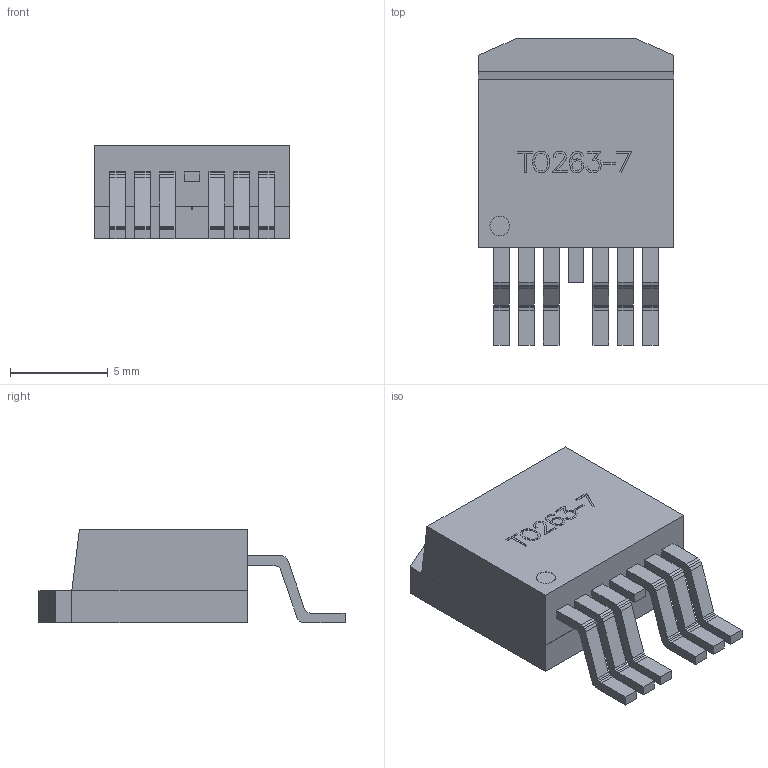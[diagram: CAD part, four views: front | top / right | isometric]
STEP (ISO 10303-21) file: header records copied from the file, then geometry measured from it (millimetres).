
FILE_DESCRIPTION (( 'STEP AP214' ), '1' );
FILE_NAME ('SW3dPS-TO263-7S.STEP', '2009-09-16T12:40:45', ( 'sysAdmin' ), ( 'SolidWorks' ), 'SwSTEP 2.0', 'SolidWorks 2009', '' );
FILE_SCHEMA (( 'AUTOMOTIVE_DESIGN' ));
Length unit declared in the file: millimetre
Products named in the file (41): SW3dPS-TO263-7S_Extruded13; SW3dPS-TO263-7S_Extruded15; SW3dPS-TO263-7S_453494865; SW3dPS-TO263-7S_Extruded19; SW3dPS-TO263-7S_453496657; SW3dPS-TO263-7S_453496529; SW3dPS-TO263-7S_453496145; SW3dPS-TO263-7S_Free-Models9; SW3dPS-TO263-7S_PIN1; SW3dPS-TO263-7S_Board5; SW3dPS-TO263-7S_Board9; SW3dPS-TO263-7S_Extruded16; SW3dPS-TO263-7S_453494353; SW3dPS-TO263-7S_Extruded20; SW3dPS-TO263-7S_453494225; SW3dPS-TO263-7S_BODY5; SW3dPS-TO263-7S_Board7; SW3dPS-TO263-7S_Extruded12; SW3dPS-TO263-7S_Free-Models8; SW3dPS-TO263-7S_Extruded21; SW3dPS-TO263-7S_453501393; SW3dPS-TO263-7S_453496017; SW3dPS-TO263-7S_BODY3; SW3dPS-TO263-7S_Extruded22; SW3dPS-TO263-7S_Board6; SW3dPS-TO263-7S_Free-Models6; SW3dPS-TO263-7S_Free-Models7; SW3dPS-TO263-7S_BODY4; SW3dPS-TO263-7S_Board8; SW3dPS-TO263-7S_Extruded17; SW3dPS-TO263-7S_453495761; SW3dPS-TO263-7S_Cylinder1; SW3dPS-TO263-7S_453266289; SW3dPS-TO263-7S_453494737; SW3dPS-TO263-7S_Extruded18; SW3dPS-TO263-7S_453495377; SW3dPS-TO263-7S_Extruded14; SW3dPS-TO263-7S; SW3dPS-TO263-7S_Extruded23; SW3dPS-TO263-7S_453494993 ...
Assembly tree (45 placements, depth 8):
  SW3dPS-TO263-7S
    SW3dPS-TO263-7S_Board8
    SW3dPS-TO263-7S_Free-Models5
      SW3dPS-TO263-7S_PIN1  x6
        SW3dPS-TO263-7S_Free-Models9
          SW3dPS-TO263-7S_453496145
            SW3dPS-TO263-7S_Extruded15
        SW3dPS-TO263-7S_Board6
      SW3dPS-TO263-7S_453496657
        SW3dPS-TO263-7S_Extruded12
      SW3dPS-TO263-7S_453496529
        SW3dPS-TO263-7S_Extruded19
      SW3dPS-TO263-7S_BODY3
        SW3dPS-TO263-7S_Board5
        SW3dPS-TO263-7S_Free-Models6
          SW3dPS-TO263-7S_BODY5
            SW3dPS-TO263-7S_Board9
            SW3dPS-TO263-7S_Free-Models8
              SW3dPS-TO263-7S_453494353
                SW3dPS-TO263-7S_Extruded16
              SW3dPS-TO263-7S_453494225
                SW3dPS-TO263-7S_Extruded20
          SW3dPS-TO263-7S_BODY4
            SW3dPS-TO263-7S_Board7
            SW3dPS-TO263-7S_Free-Models7
              SW3dPS-TO263-7S_453496017
                SW3dPS-TO263-7S_Extruded21
      SW3dPS-TO263-7S_453501393
        SW3dPS-TO263-7S_Extruded22
      SW3dPS-TO263-7S_453494993
        SW3dPS-TO263-7S_Extruded23
      SW3dPS-TO263-7S_453494865
        SW3dPS-TO263-7S_Extruded13
      SW3dPS-TO263-7S_453495761
        SW3dPS-TO263-7S_Extruded17
      SW3dPS-TO263-7S_453494737
        SW3dPS-TO263-7S_Extruded14
      SW3dPS-TO263-7S_453495377
        SW3dPS-TO263-7S_Extruded18
      SW3dPS-TO263-7S_453266289
        SW3dPS-TO263-7S_Cylinder1
Bounding box: 10 x 15.67 x 4.8 mm (x, y, z)
Volume: 468.8 mm3; surface area: 763.7 mm2
Topology: 26 solids, 30 shells, 417 faces, 1081 edges, 722 vertices
Faces by surface type: plane 415, cylinder 2
Entity records: 9574 total; most frequent: CARTESIAN_POINT 1521, ORIENTED_EDGE 1404, DIRECTION 1396, EDGE_CURVE 706, VECTOR 702, LINE 702, VERTEX_POINT 472, AXIS2_PLACEMENT_3D 347
